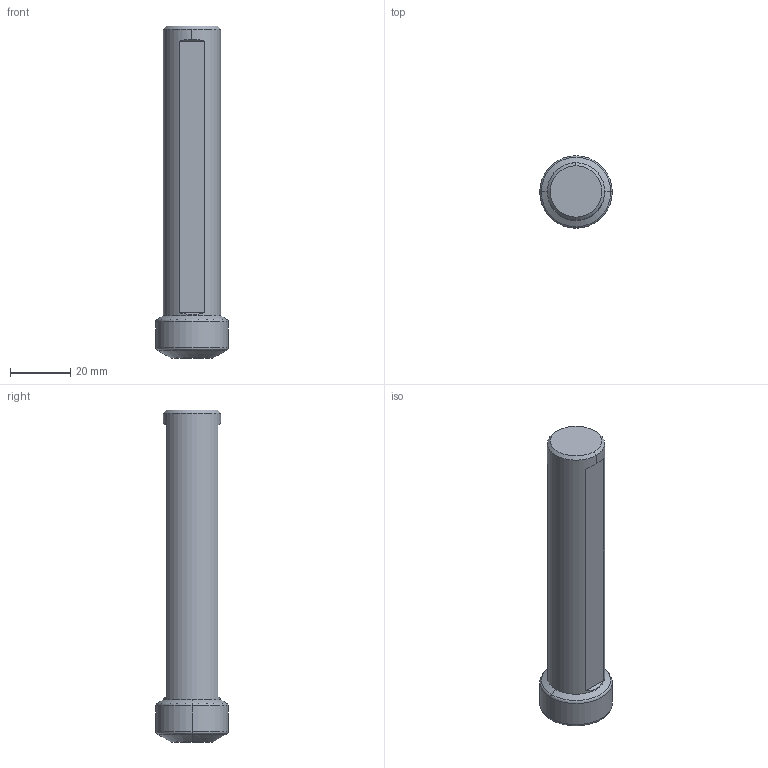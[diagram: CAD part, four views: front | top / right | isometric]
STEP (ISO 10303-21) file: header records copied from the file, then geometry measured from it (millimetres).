
FILE_DESCRIPTION(/* description */ (''),/* implementation_level */ '2;1');
FILE_NAME(/* name */ '1586158949706.stp',/* time_stamp */ '2020-04-06T13:12:50+06:00',/* author */ (''),/* organization */ ('SMS'),/* preprocessor_version */ 'ST-DEVELOPER v16.7',/* originating_system */ 'SIEMENS PLM Software NX 12.0',/* authorisation */ '');
FILE_SCHEMA (('AUTOMOTIVE_DESIGN { 1 0 10303 214 3 1 1 1 }'));
Length unit declared in the file: millimetre
Products named in the file (1): 202046591mod000_00
Bounding box: 24 x 24 x 110 mm (x, y, z)
Volume: 29280.7 mm3; surface area: 8455.4 mm2
Topology: 1 solids, 1 shells, 26 faces, 59 edges, 39 vertices
Faces by surface type: plane 9, torus 6, cone 6, cylinder 5
Full cylindrical faces by diameter (mm): 10 x1
Entity records: 833 total; most frequent: CARTESIAN_POINT 159, DIRECTION 144, ORIENTED_EDGE 124, EDGE_CURVE 62, AXIS2_PLACEMENT_3D 60, VERTEX_POINT 40, CIRCLE 30, EDGE_LOOP 28
